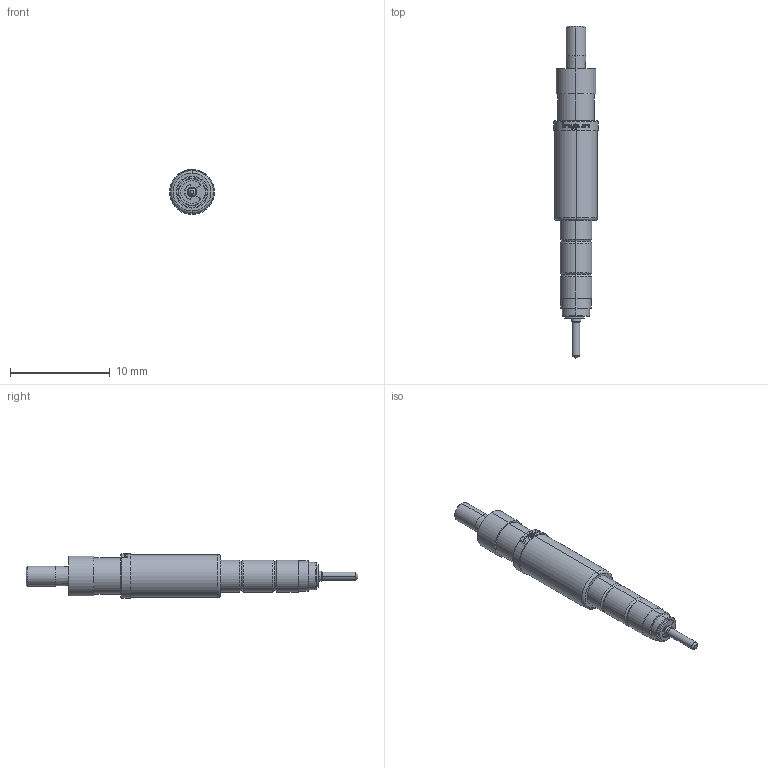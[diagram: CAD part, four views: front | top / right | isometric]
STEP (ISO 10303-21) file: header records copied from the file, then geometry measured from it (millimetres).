
FILE_DESCRIPTION (( 'STEP AP203' ), '1' );
FILE_NAME ('INGUN_DPS-445_003_060_A_xx43.STEP', '2023-11-08T10:33:18', ( '' ), ( '' ), 'SwSTEP 2.0', 'SolidWorks 2021', '' );
FILE_SCHEMA (( 'CONFIG_CONTROL_DESIGN' ));
Length unit declared in the file: millimetre
Products named in the file (1): INGUN_DPS-445_003_060_A_xx43
Bounding box: 4.5 x 33.3 x 4.51 mm (x, y, z)
Volume: 290.1 mm3; surface area: 393.9 mm2
Topology: 1 solids, 3 shells, 196 faces, 481 edges, 301 vertices
Faces by surface type: cylinder 68, plane 64, cone 28, bspline 22, torus 14
Entity records: 6128 total; most frequent: CARTESIAN_POINT 1483, ORIENTED_EDGE 958, DIRECTION 957, EDGE_CURVE 479, AXIS2_PLACEMENT_3D 391, VERTEX_POINT 301, CIRCLE 216, EDGE_LOOP 214
